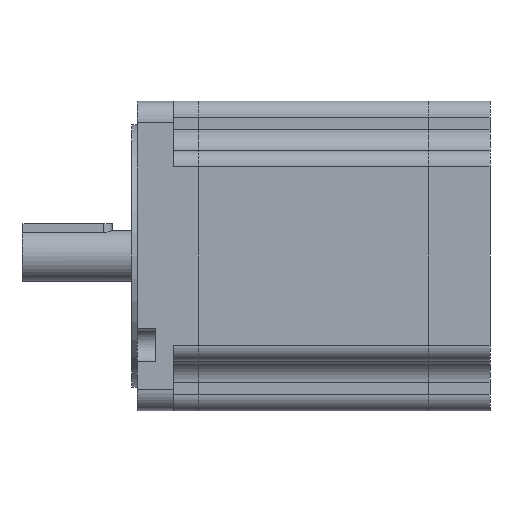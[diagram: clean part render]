
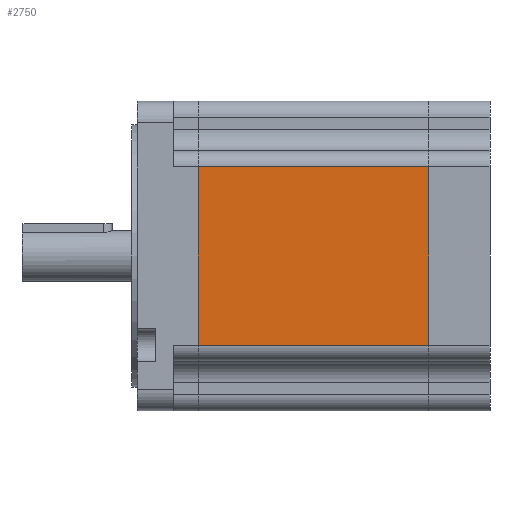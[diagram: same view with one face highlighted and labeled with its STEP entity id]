
A CAD part, left-side view. The second image highlights one B-rep face of the part: STEP entity #2750.
In plain terms, the highlighted planar face has unit normal (-1, 0, 0).
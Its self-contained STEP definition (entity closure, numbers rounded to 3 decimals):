
#501 = ORIENTED_EDGE ( 'NONE', *, *, #783, .F. ) ;
#649 = CARTESIAN_POINT ( 'NONE',  ( 0., 64., -67.8 ) ) ;
#680 = VERTEX_POINT ( 'NONE', #3391 ) ;
#783 = EDGE_CURVE ( 'NONE', #2751, #3117, #5692, .T. ) ;
#938 = DIRECTION ( 'NONE',  ( 0., -1., 0. ) ) ;
#994 = AXIS2_PLACEMENT_3D ( 'NONE', #649, #2053, #5290 ) ;
#1111 = CARTESIAN_POINT ( 'NONE',  ( 0., 64., -67.8 ) ) ;
#1468 = ORIENTED_EDGE ( 'NONE', *, *, #6047, .T. ) ;
#1589 = VECTOR ( 'NONE', #938, 1000. ) ;
#1676 = FACE_OUTER_BOUND ( 'NONE', #4574, .T. ) ;
#1995 = VECTOR ( 'NONE', #4720, 1000. ) ;
#2053 = DIRECTION ( 'NONE',  ( 1., 0., 0. ) ) ;
#2386 = CARTESIAN_POINT ( 'NONE',  ( 0., 64., -67.8 ) ) ;
#2445 = CARTESIAN_POINT ( 'NONE',  ( 0., 64., -67.8 ) ) ;
#2452 = CARTESIAN_POINT ( 'NONE',  ( 0., 0., -67.8 ) ) ;
#2517 = LINE ( 'NONE', #2386, #3600 ) ;
#2550 = ORIENTED_EDGE ( 'NONE', *, *, #5201, .F. ) ;
#2750 = ADVANCED_FACE ( 'NONE', ( #1676 ), #3887, .F. ) ;
#2751 = VERTEX_POINT ( 'NONE', #1111 ) ;
#3101 = VECTOR ( 'NONE', #5700, 1000. ) ;
#3117 = VERTEX_POINT ( 'NONE', #4764 ) ;
#3242 = CARTESIAN_POINT ( 'NONE',  ( 0., 64., -18.2 ) ) ;
#3391 = CARTESIAN_POINT ( 'NONE',  ( 0., 0., -67.8 ) ) ;
#3600 = VECTOR ( 'NONE', #5147, 1000. ) ;
#3877 = VERTEX_POINT ( 'NONE', #5662 ) ;
#3887 = PLANE ( 'NONE',  #994 ) ;
#4486 = ORIENTED_EDGE ( 'NONE', *, *, #5283, .T. ) ;
#4574 = EDGE_LOOP ( 'NONE', ( #1468, #2550, #501, #4486 ) ) ;
#4720 = DIRECTION ( 'NONE',  ( 0., 0., 1. ) ) ;
#4764 = CARTESIAN_POINT ( 'NONE',  ( 0., 64., -18.2 ) ) ;
#5147 = DIRECTION ( 'NONE',  ( 0., -1., 0. ) ) ;
#5201 = EDGE_CURVE ( 'NONE', #3117, #3877, #5567, .T. ) ;
#5283 = EDGE_CURVE ( 'NONE', #2751, #680, #2517, .T. ) ;
#5290 = DIRECTION ( 'NONE',  ( 0., 0., -1. ) ) ;
#5567 = LINE ( 'NONE', #3242, #1589 ) ;
#5594 = LINE ( 'NONE', #2452, #3101 ) ;
#5662 = CARTESIAN_POINT ( 'NONE',  ( 0., 0., -18.2 ) ) ;
#5692 = LINE ( 'NONE', #2445, #1995 ) ;
#5700 = DIRECTION ( 'NONE',  ( 0., 0., 1. ) ) ;
#6047 = EDGE_CURVE ( 'NONE', #680, #3877, #5594, .T. ) ;
